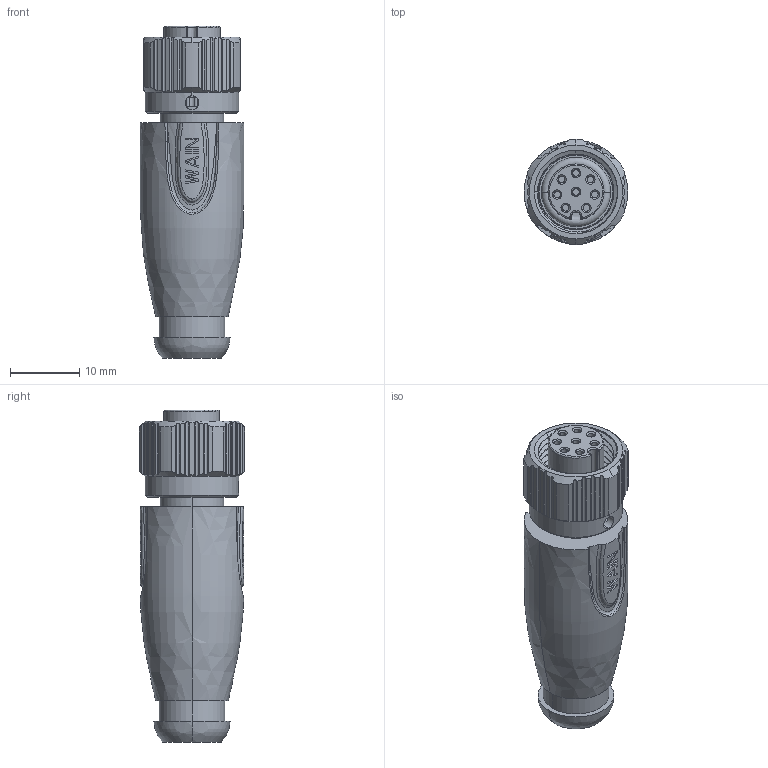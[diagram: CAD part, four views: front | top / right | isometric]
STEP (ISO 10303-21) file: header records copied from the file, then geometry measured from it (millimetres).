
FILE_DESCRIPTION((''),'2;1');
FILE_NAME('S_M12-NU-SH-SW14','2023-12-27T',('13531'),(''),'PRO/ENGINEER BY PARAMETRIC TECHNOLOGY CORPORATION, 2012480','PRO/ENGINEER BY PARAMETRIC TECHNOLOGY CORPORATION, 2012480','');
FILE_SCHEMA(('CONFIG_CONTROL_DESIGN'));
Length unit declared in the file: millimetre
Products named in the file (1): S_M12-NU-SH-SW14
Bounding box: 15 x 15.2 x 48 mm (x, y, z)
Volume: 6216.7 mm3; surface area: 3780.8 mm2
Topology: 1 solids, 1 shells, 452 faces, 1190 edges, 768 vertices
Faces by surface type: plane 225, cylinder 146, cone 28, bspline 27, revolution 16, torus 6, extrusion 4
Entity records: 26663 total; most frequent: CARTESIAN_POINT 10486, ORIENTED_EDGE 2372, DIRECTION 1951, PRESENTATION_STYLE_ASSIGNMENT 1420, STYLED_ITEM 1207, CURVE_STYLE 1206, EDGE_CURVE 1186, AXIS2_PLACEMENT_3D 779
